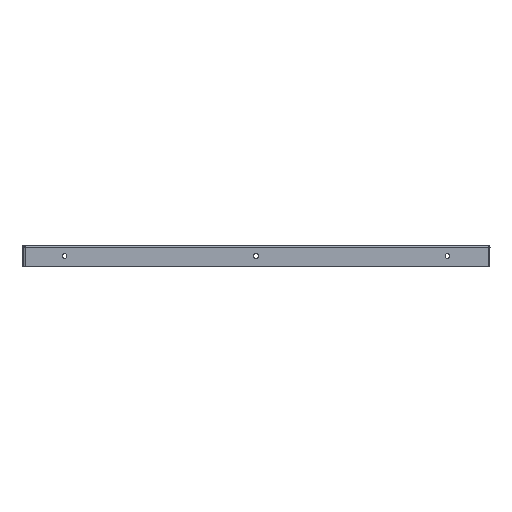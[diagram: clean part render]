
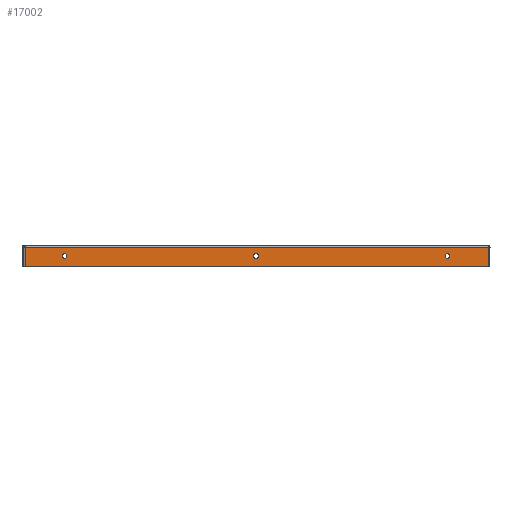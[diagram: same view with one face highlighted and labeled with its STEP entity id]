
A CAD part, left-side view. The second image highlights one B-rep face of the part: STEP entity #17002.
In plain terms, the highlighted planar face has unit normal (-1, 0, 0).
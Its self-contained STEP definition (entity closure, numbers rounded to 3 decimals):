
#343 = ORIENTED_EDGE ( 'NONE', *, *, #12838, .F. ) ;
#359 = AXIS2_PLACEMENT_3D ( 'NONE', #7202, #4258, #2747 ) ;
#490 = DIRECTION ( 'NONE',  ( 0., -1., 0. ) ) ;
#492 = ORIENTED_EDGE ( 'NONE', *, *, #17390, .F. ) ;
#716 = AXIS2_PLACEMENT_3D ( 'NONE', #3962, #15583, #15497 ) ;
#823 = VERTEX_POINT ( 'NONE', #945 ) ;
#945 = CARTESIAN_POINT ( 'NONE',  ( -347.5, 360., -24.5 ) ) ;
#971 = EDGE_CURVE ( 'NONE', #17486, #15189, #10122, .T. ) ;
#1124 = PLANE ( 'NONE',  #716 ) ;
#1307 = ORIENTED_EDGE ( 'NONE', *, *, #12779, .F. ) ;
#1582 = CIRCLE ( 'NONE', #359, 4.5 ) ;
#1597 = CARTESIAN_POINT ( 'NONE',  ( -347.5, 0., -24.5 ) ) ;
#1817 = VECTOR ( 'NONE', #3290, 1000. ) ;
#1858 = DIRECTION ( 'NONE',  ( 0., 0., 1. ) ) ;
#2071 = LINE ( 'NONE', #3488, #2187 ) ;
#2187 = VECTOR ( 'NONE', #6340, 1000. ) ;
#2370 = CARTESIAN_POINT ( 'NONE',  ( -347.5, 360., -20. ) ) ;
#2747 = DIRECTION ( 'NONE',  ( 0., 0., 1. ) ) ;
#2915 = AXIS2_PLACEMENT_3D ( 'NONE', #6240, #6437, #12196 ) ;
#3048 = VERTEX_POINT ( 'NONE', #17431 ) ;
#3113 = DIRECTION ( 'NONE',  ( 0., 0., 1. ) ) ;
#3121 = CIRCLE ( 'NONE', #12478, 4.5 ) ;
#3125 = EDGE_LOOP ( 'NONE', ( #18613, #15893 ) ) ;
#3290 = DIRECTION ( 'NONE',  ( 0., 0., -1. ) ) ;
#3488 = CARTESIAN_POINT ( 'NONE',  ( -347.5, 0., -40. ) ) ;
#3545 = CARTESIAN_POINT ( 'NONE',  ( -347.5, -437.293, -4. ) ) ;
#3593 = EDGE_CURVE ( 'NONE', #823, #9069, #7631, .T. ) ;
#3717 = VECTOR ( 'NONE', #490, 1000. ) ;
#3765 = DIRECTION ( 'NONE',  ( -1., 0., 0. ) ) ;
#3856 = CARTESIAN_POINT ( 'NONE',  ( -347.5, 360., -20. ) ) ;
#3962 = CARTESIAN_POINT ( 'NONE',  ( -347.5, 0., 0. ) ) ;
#4065 = FACE_BOUND ( 'NONE', #17416, .T. ) ;
#4152 = FACE_BOUND ( 'NONE', #13838, .T. ) ;
#4258 = DIRECTION ( 'NONE',  ( -1., 0., 0. ) ) ;
#4523 = CARTESIAN_POINT ( 'NONE',  ( -347.5, -360., -20. ) ) ;
#5273 = VERTEX_POINT ( 'NONE', #13879 ) ;
#5597 = DIRECTION ( 'NONE',  ( 0., 0., 1. ) ) ;
#5897 = CARTESIAN_POINT ( 'NONE',  ( -347.5, -440., -4. ) ) ;
#6131 = DIRECTION ( 'NONE',  ( -1., 0., 0. ) ) ;
#6240 = CARTESIAN_POINT ( 'NONE',  ( -347.5, 0., -20. ) ) ;
#6340 = DIRECTION ( 'NONE',  ( 0., -1., 0. ) ) ;
#6437 = DIRECTION ( 'NONE',  ( -1., 0., 0. ) ) ;
#7202 = CARTESIAN_POINT ( 'NONE',  ( -347.5, 0., -20. ) ) ;
#7631 = CIRCLE ( 'NONE', #8536, 4.5 ) ;
#7738 = EDGE_CURVE ( 'NONE', #15902, #5273, #1582, .T. ) ;
#8115 = ORIENTED_EDGE ( 'NONE', *, *, #7738, .F. ) ;
#8399 = VECTOR ( 'NONE', #18709, 1000. ) ;
#8418 = CARTESIAN_POINT ( 'NONE',  ( -347.5, 360., -15.5 ) ) ;
#8425 = CARTESIAN_POINT ( 'NONE',  ( -347.5, 433.793, -4. ) ) ;
#8491 = EDGE_CURVE ( 'NONE', #17486, #9711, #13446, .T. ) ;
#8536 = AXIS2_PLACEMENT_3D ( 'NONE', #2370, #9947, #5597 ) ;
#8616 = EDGE_LOOP ( 'NONE', ( #18556, #10310, #492, #13019 ) ) ;
#9069 = VERTEX_POINT ( 'NONE', #8418 ) ;
#9461 = VERTEX_POINT ( 'NONE', #15468 ) ;
#9711 = VERTEX_POINT ( 'NONE', #3545 ) ;
#9903 = AXIS2_PLACEMENT_3D ( 'NONE', #3856, #6131, #1858 ) ;
#9947 = DIRECTION ( 'NONE',  ( -1., 0., 0. ) ) ;
#10116 = CARTESIAN_POINT ( 'NONE',  ( -347.5, -437.293, -40. ) ) ;
#10122 = LINE ( 'NONE', #8425, #8399 ) ;
#10310 = ORIENTED_EDGE ( 'NONE', *, *, #18538, .T. ) ;
#10420 = VERTEX_POINT ( 'NONE', #10116 ) ;
#10475 = LINE ( 'NONE', #18036, #1817 ) ;
#10527 = CARTESIAN_POINT ( 'NONE',  ( -347.5, 433.793, -40. ) ) ;
#11348 = FACE_OUTER_BOUND ( 'NONE', #8616, .T. ) ;
#11440 = DIRECTION ( 'NONE',  ( -1., 0., 0. ) ) ;
#11539 = CARTESIAN_POINT ( 'NONE',  ( -347.5, -360., -20. ) ) ;
#12196 = DIRECTION ( 'NONE',  ( 0., 0., 1. ) ) ;
#12201 = ORIENTED_EDGE ( 'NONE', *, *, #17249, .F. ) ;
#12274 = CIRCLE ( 'NONE', #2915, 4.5 ) ;
#12478 = AXIS2_PLACEMENT_3D ( 'NONE', #4523, #11440, #3113 ) ;
#12580 = AXIS2_PLACEMENT_3D ( 'NONE', #11539, #3765, #17753 ) ;
#12779 = EDGE_CURVE ( 'NONE', #3048, #9461, #17139, .T. ) ;
#12838 = EDGE_CURVE ( 'NONE', #5273, #15902, #12274, .T. ) ;
#13019 = ORIENTED_EDGE ( 'NONE', *, *, #8491, .F. ) ;
#13446 = LINE ( 'NONE', #5897, #3717 ) ;
#13838 = EDGE_LOOP ( 'NONE', ( #1307, #12201 ) ) ;
#13879 = CARTESIAN_POINT ( 'NONE',  ( -347.5, 0., -15.5 ) ) ;
#14073 = EDGE_CURVE ( 'NONE', #9069, #823, #18049, .T. ) ;
#15189 = VERTEX_POINT ( 'NONE', #10527 ) ;
#15305 = FACE_BOUND ( 'NONE', #3125, .T. ) ;
#15468 = CARTESIAN_POINT ( 'NONE',  ( -347.5, -360., -24.5 ) ) ;
#15497 = DIRECTION ( 'NONE',  ( 0., 0., -1. ) ) ;
#15583 = DIRECTION ( 'NONE',  ( 1., 0., 0. ) ) ;
#15893 = ORIENTED_EDGE ( 'NONE', *, *, #3593, .F. ) ;
#15902 = VERTEX_POINT ( 'NONE', #1597 ) ;
#17002 = ADVANCED_FACE ( 'NONE', ( #15305, #4152, #4065, #11348 ), #1124, .F. ) ;
#17139 = CIRCLE ( 'NONE', #12580, 4.5 ) ;
#17249 = EDGE_CURVE ( 'NONE', #9461, #3048, #3121, .T. ) ;
#17390 = EDGE_CURVE ( 'NONE', #9711, #10420, #10475, .T. ) ;
#17416 = EDGE_LOOP ( 'NONE', ( #343, #8115 ) ) ;
#17431 = CARTESIAN_POINT ( 'NONE',  ( -347.5, -360., -15.5 ) ) ;
#17486 = VERTEX_POINT ( 'NONE', #18408 ) ;
#17753 = DIRECTION ( 'NONE',  ( 0., 0., 1. ) ) ;
#18036 = CARTESIAN_POINT ( 'NONE',  ( -347.5, -437.293, -2. ) ) ;
#18049 = CIRCLE ( 'NONE', #9903, 4.5 ) ;
#18408 = CARTESIAN_POINT ( 'NONE',  ( -347.5, 433.793, -4. ) ) ;
#18538 = EDGE_CURVE ( 'NONE', #15189, #10420, #2071, .T. ) ;
#18556 = ORIENTED_EDGE ( 'NONE', *, *, #971, .T. ) ;
#18613 = ORIENTED_EDGE ( 'NONE', *, *, #14073, .F. ) ;
#18709 = DIRECTION ( 'NONE',  ( 0., 0., -1. ) ) ;
